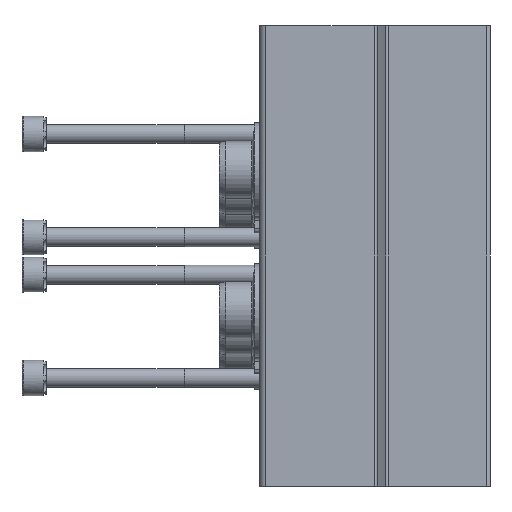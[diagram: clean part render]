
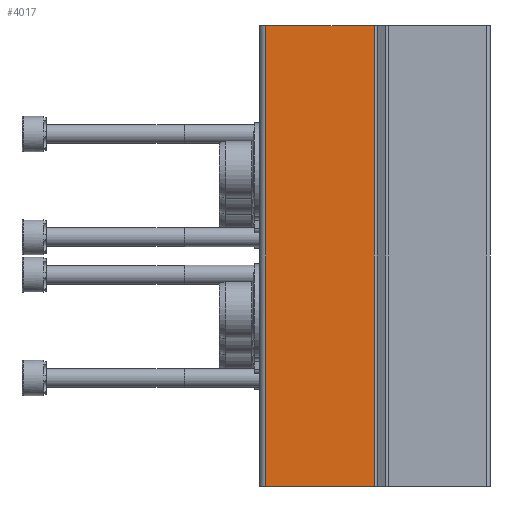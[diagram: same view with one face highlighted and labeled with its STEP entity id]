
A CAD part, left-side view. The second image highlights one B-rep face of the part: STEP entity #4017.
In plain terms, the highlighted planar face has unit normal (-1, 0, 0).
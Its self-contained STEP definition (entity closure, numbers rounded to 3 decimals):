
#134=PLANE('',#4339);
#532=ORIENTED_EDGE('',*,*,#1616,.F.);
#533=ORIENTED_EDGE('',*,*,#1615,.F.);
#534=ORIENTED_EDGE('',*,*,#1617,.T.);
#535=ORIENTED_EDGE('',*,*,#1618,.T.);
#1615=EDGE_CURVE('',#2157,#2155,#2545,.T.);
#1616=EDGE_CURVE('',#2155,#2158,#2546,.T.);
#1617=EDGE_CURVE('',#2157,#2159,#2547,.T.);
#1618=EDGE_CURVE('',#2159,#2158,#2548,.T.);
#2155=VERTEX_POINT('',#6292);
#2157=VERTEX_POINT('',#6296);
#2158=VERTEX_POINT('',#6300);
#2159=VERTEX_POINT('',#6302);
#2545=LINE('',#6297,#2834);
#2546=LINE('',#6299,#2835);
#2547=LINE('',#6301,#2836);
#2548=LINE('',#6303,#2837);
#2834=VECTOR('',#4867,1000.);
#2835=VECTOR('',#4870,1000.);
#2836=VECTOR('',#4871,1000.);
#2837=VECTOR('',#4872,1000.);
#3131=EDGE_LOOP('',(#532,#533,#534,#535));
#3536=FACE_BOUND('',#3131,.T.);
#4017=ADVANCED_FACE('',(#3536),#134,.T.);
#4339=AXIS2_PLACEMENT_3D('',#6298,#4868,#4869);
#4867=DIRECTION('',(0.,0.,1.));
#4868=DIRECTION('',(-1.,0.,0.));
#4869=DIRECTION('',(0.,0.,1.));
#4870=DIRECTION('',(0.,-1.,0.));
#4871=DIRECTION('',(0.,-1.,0.));
#4872=DIRECTION('',(0.,0.,1.));
#6292=CARTESIAN_POINT('',(-32.1,35.,0.));
#6296=CARTESIAN_POINT('',(-32.1,35.,-72.));
#6297=CARTESIAN_POINT('',(-32.1,35.,-72.));
#6298=CARTESIAN_POINT('',(-32.1,35.,-72.));
#6299=CARTESIAN_POINT('',(-32.1,35.,0.));
#6300=CARTESIAN_POINT('',(-32.1,18.111,0.));
#6301=CARTESIAN_POINT('',(-32.1,35.,-72.));
#6302=CARTESIAN_POINT('',(-32.1,18.111,-72.));
#6303=CARTESIAN_POINT('',(-32.1,18.111,-72.));
